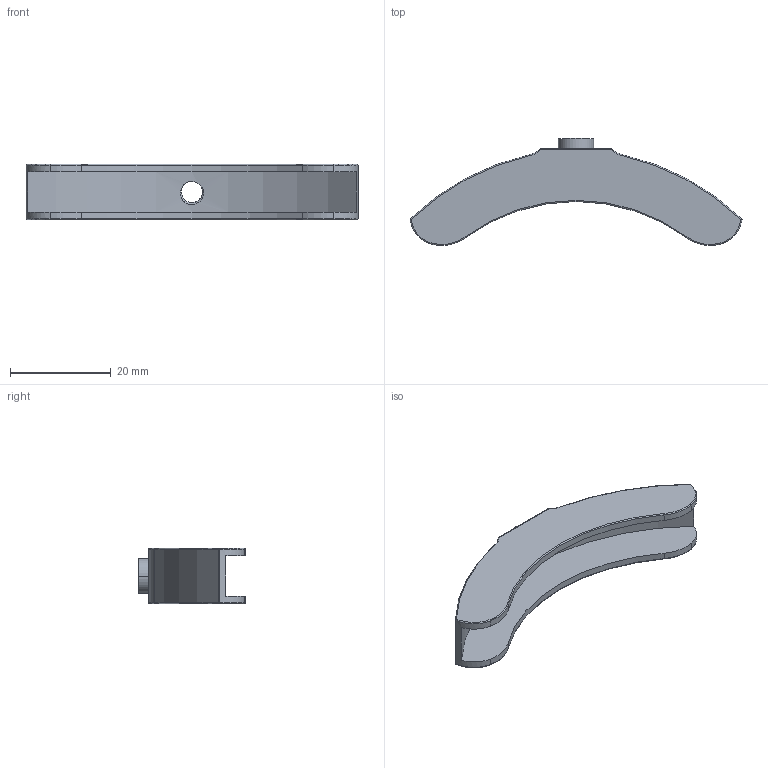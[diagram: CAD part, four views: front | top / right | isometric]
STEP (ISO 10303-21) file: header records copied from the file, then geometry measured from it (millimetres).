
FILE_DESCRIPTION (( 'STEP AP214' ), '1' );
FILE_NAME ('Äåòàëü4.STEP', '2020-09-16T21:30:14', ( 'serg' ), ( '' ), 'SwSTEP 2.0', 'SolidWorks 2019', '' );
FILE_SCHEMA (( 'AUTOMOTIVE_DESIGN' ));
Length unit declared in the file: millimetre
Products named in the file (1): 櫻蠉錪4
Bounding box: 65.98 x 21.25 x 11 mm (x, y, z)
Volume: 3014.4 mm3; surface area: 4147.6 mm2
Topology: 1 solids, 1 shells, 71 faces, 169 edges, 97 vertices
Faces by surface type: cylinder 34, torus 18, sphere 10, plane 6, bspline 3
Entity records: 4799 total; most frequent: CARTESIAN_POINT 3174, DIRECTION 366, ORIENTED_EDGE 330, EDGE_CURVE 165, AXIS2_PLACEMENT_3D 164, VERTEX_POINT 97, CIRCLE 95, EDGE_LOOP 74
